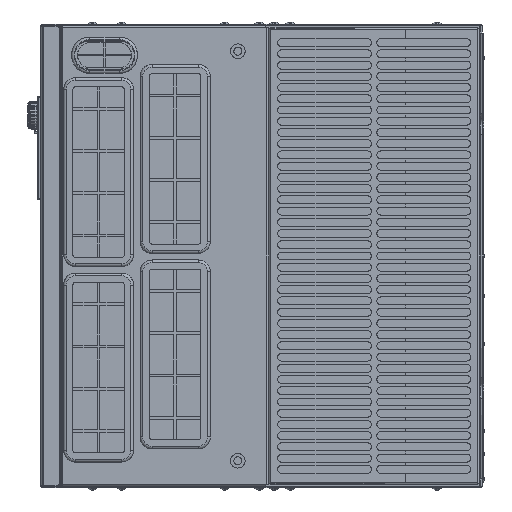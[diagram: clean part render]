
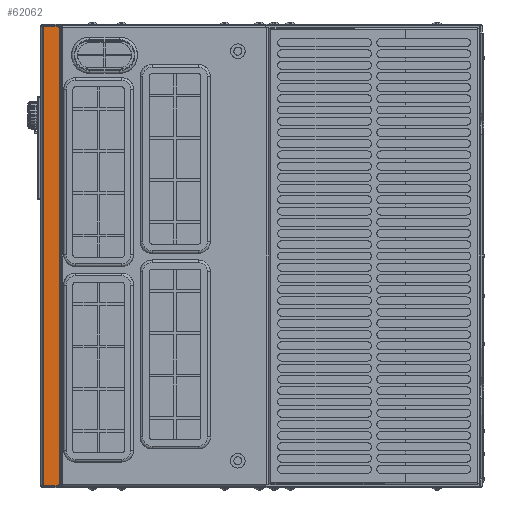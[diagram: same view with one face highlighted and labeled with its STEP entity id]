
A CAD part, left-side view. The second image highlights one B-rep face of the part: STEP entity #62062.
In plain terms, the highlighted planar face has unit normal (-1, 0, 0).
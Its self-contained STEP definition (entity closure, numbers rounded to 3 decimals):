
#718 = EDGE_CURVE ( 'NONE', #94767, #83503, #89933, .T. ) ;
#3382 = LINE ( 'NONE', #64095, #84899 ) ;
#6289 = DIRECTION ( 'NONE',  ( 0., 0., 1. ) ) ;
#9147 = VERTEX_POINT ( 'NONE', #90692 ) ;
#10048 = DIRECTION ( 'NONE',  ( 0., 1., 0. ) ) ;
#13022 = DIRECTION ( 'NONE',  ( 0., -1., 0. ) ) ;
#13492 = CARTESIAN_POINT ( 'NONE',  ( -412., 321.3, 170.8 ) ) ;
#14133 = VECTOR ( 'NONE', #104557, 1000. ) ;
#15312 = VERTEX_POINT ( 'NONE', #44139 ) ;
#18561 = LINE ( 'NONE', #53159, #88870 ) ;
#19062 = CARTESIAN_POINT ( 'NONE',  ( -412., 321.3, 173.8 ) ) ;
#21535 = CARTESIAN_POINT ( 'NONE',  ( -412., 332.8, 173.8 ) ) ;
#22738 = ORIENTED_EDGE ( 'NONE', *, *, #718, .T. ) ;
#27440 = CARTESIAN_POINT ( 'NONE',  ( -412., 331.1, 173.8 ) ) ;
#30912 = ORIENTED_EDGE ( 'NONE', *, *, #80052, .F. ) ;
#34702 = EDGE_CURVE ( 'NONE', #94767, #15312, #3382, .T. ) ;
#36935 = CARTESIAN_POINT ( 'NONE',  ( -412., 321.3, -173.8 ) ) ;
#37122 = EDGE_CURVE ( 'NONE', #87028, #15312, #99783, .T. ) ;
#39576 = DIRECTION ( 'NONE',  ( 0., -1., 0. ) ) ;
#44139 = CARTESIAN_POINT ( 'NONE',  ( -412., 318.3, -170.8 ) ) ;
#47043 = PLANE ( 'NONE',  #47313 ) ;
#47313 = AXIS2_PLACEMENT_3D ( 'NONE', #21535, #90709, #13022 ) ;
#49100 = AXIS2_PLACEMENT_3D ( 'NONE', #105132, #89219, #62595 ) ;
#52395 = LINE ( 'NONE', #27440, #14133 ) ;
#53159 = CARTESIAN_POINT ( 'NONE',  ( -412., 321.3, -173.8 ) ) ;
#62062 = ADVANCED_FACE ( 'NONE', ( #90157 ), #47043, .F. ) ;
#62595 = DIRECTION ( 'NONE',  ( 0., 0., -1. ) ) ;
#62986 = DIRECTION ( 'NONE',  ( 0., 0., -1. ) ) ;
#64095 = CARTESIAN_POINT ( 'NONE',  ( -412., 318.3, 170.8 ) ) ;
#67312 = CARTESIAN_POINT ( 'NONE',  ( -412., 318.3, 170.8 ) ) ;
#68014 = EDGE_CURVE ( 'NONE', #87028, #9147, #18561, .T. ) ;
#69605 = CARTESIAN_POINT ( 'NONE',  ( -412., 331.1, 173.8 ) ) ;
#70845 = ORIENTED_EDGE ( 'NONE', *, *, #68014, .F. ) ;
#71880 = ORIENTED_EDGE ( 'NONE', *, *, #37122, .T. ) ;
#74728 = DIRECTION ( 'NONE',  ( -1., 0., 0. ) ) ;
#75464 = EDGE_LOOP ( 'NONE', ( #88593, #22738, #80841, #30912, #70845, #71880 ) ) ;
#80052 = EDGE_CURVE ( 'NONE', #9147, #103144, #92512, .T. ) ;
#80841 = ORIENTED_EDGE ( 'NONE', *, *, #100378, .F. ) ;
#83503 = VERTEX_POINT ( 'NONE', #19062 ) ;
#83997 = CARTESIAN_POINT ( 'NONE',  ( -412., 331.1, -173.8 ) ) ;
#84899 = VECTOR ( 'NONE', #62986, 1000. ) ;
#86291 = AXIS2_PLACEMENT_3D ( 'NONE', #13492, #74728, #39576 ) ;
#87028 = VERTEX_POINT ( 'NONE', #36935 ) ;
#88593 = ORIENTED_EDGE ( 'NONE', *, *, #34702, .F. ) ;
#88870 = VECTOR ( 'NONE', #10048, 1000. ) ;
#89219 = DIRECTION ( 'NONE',  ( -1., 0., 0. ) ) ;
#89933 = CIRCLE ( 'NONE', #86291, 3. ) ;
#90157 = FACE_OUTER_BOUND ( 'NONE', #75464, .T. ) ;
#90692 = CARTESIAN_POINT ( 'NONE',  ( -412., 331.1, -173.8 ) ) ;
#90709 = DIRECTION ( 'NONE',  ( 1., 0., 0. ) ) ;
#92512 = LINE ( 'NONE', #83997, #93113 ) ;
#93113 = VECTOR ( 'NONE', #6289, 1000. ) ;
#94767 = VERTEX_POINT ( 'NONE', #67312 ) ;
#99783 = CIRCLE ( 'NONE', #49100, 3. ) ;
#100378 = EDGE_CURVE ( 'NONE', #103144, #83503, #52395, .T. ) ;
#103144 = VERTEX_POINT ( 'NONE', #69605 ) ;
#104557 = DIRECTION ( 'NONE',  ( 0., -1., 0. ) ) ;
#105132 = CARTESIAN_POINT ( 'NONE',  ( -412., 321.3, -170.8 ) ) ;
